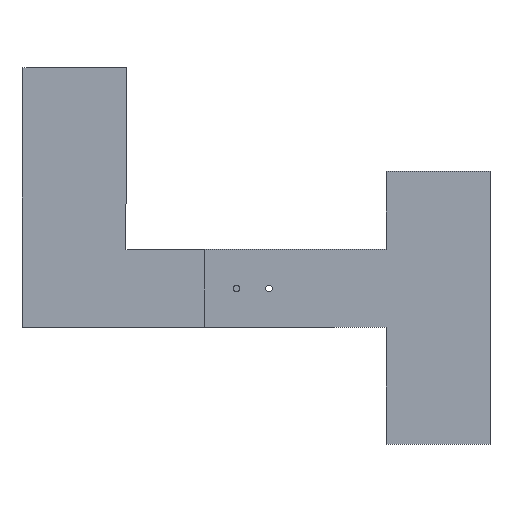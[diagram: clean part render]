
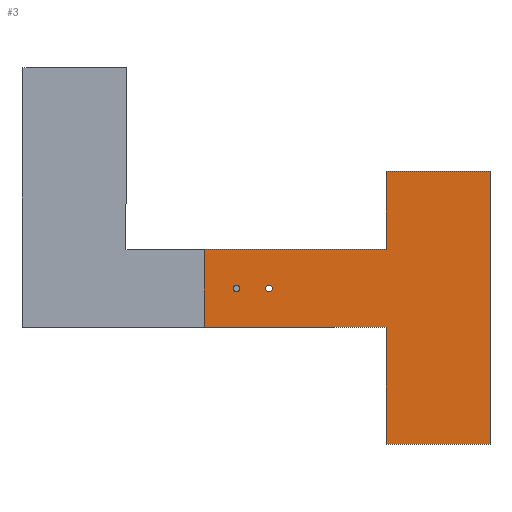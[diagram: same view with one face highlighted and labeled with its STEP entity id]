
A CAD part, top view. The second image highlights one B-rep face of the part: STEP entity #3.
In plain terms, the highlighted face is planar.
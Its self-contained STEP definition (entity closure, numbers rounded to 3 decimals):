
#3 = ADVANCED_FACE ( 'NONE', ( #796, #353, #183 ), #704, .T. ) ;
#12 = VERTEX_POINT ( 'NONE', #276 ) ;
#18 = AXIS2_PLACEMENT_3D ( 'NONE', #548, #441, #79 ) ;
#26 = VERTEX_POINT ( 'NONE', #874 ) ;
#36 = CARTESIAN_POINT ( 'NONE',  ( 0., 0., 0. ) ) ;
#39 = LINE ( 'NONE', #759, #1002 ) ;
#46 = EDGE_CURVE ( 'NONE', #834, #101, #1045, .T. ) ;
#52 = VECTOR ( 'NONE', #313, 1000. ) ;
#55 = LINE ( 'NONE', #514, #368 ) ;
#60 = ORIENTED_EDGE ( 'NONE', *, *, #46, .F. ) ;
#63 = DIRECTION ( 'NONE',  ( -1., 0., 0. ) ) ;
#74 = CARTESIAN_POINT ( 'NONE',  ( 195., -90., 0. ) ) ;
#79 = DIRECTION ( 'NONE',  ( -1., 0., 0. ) ) ;
#84 = EDGE_CURVE ( 'NONE', #101, #618, #975, .T. ) ;
#92 = VERTEX_POINT ( 'NONE', #805 ) ;
#93 = LINE ( 'NONE', #922, #250 ) ;
#101 = VERTEX_POINT ( 'NONE', #74 ) ;
#107 = CARTESIAN_POINT ( 'NONE',  ( -2.5, 0., 0. ) ) ;
#108 = EDGE_LOOP ( 'NONE', ( #149, #1096 ) ) ;
#133 = EDGE_CURVE ( 'NONE', #359, #549, #136, .T. ) ;
#136 = CIRCLE ( 'NONE', #613, 2.5 ) ;
#142 = DIRECTION ( 'NONE',  ( 0., -1., 0. ) ) ;
#149 = ORIENTED_EDGE ( 'NONE', *, *, #787, .T. ) ;
#157 = AXIS2_PLACEMENT_3D ( 'NONE', #502, #941, #326 ) ;
#172 = DIRECTION ( 'NONE',  ( 0., 1., 0. ) ) ;
#179 = DIRECTION ( 'NONE',  ( 1., 0., 0. ) ) ;
#183 = FACE_OUTER_BOUND ( 'NONE', #902, .T. ) ;
#192 = ORIENTED_EDGE ( 'NONE', *, *, #600, .F. ) ;
#219 = VERTEX_POINT ( 'NONE', #394 ) ;
#239 = DIRECTION ( 'NONE',  ( 0., -1., 0. ) ) ;
#241 = ORIENTED_EDGE ( 'NONE', *, *, #285, .F. ) ;
#250 = VECTOR ( 'NONE', #547, 1000. ) ;
#276 = CARTESIAN_POINT ( 'NONE',  ( 27.5, 0., 0. ) ) ;
#285 = EDGE_CURVE ( 'NONE', #26, #834, #849, .T. ) ;
#299 = ORIENTED_EDGE ( 'NONE', *, *, #940, .F. ) ;
#313 = DIRECTION ( 'NONE',  ( -1., 0., 0. ) ) ;
#317 = DIRECTION ( 'NONE',  ( 0., 0., 1. ) ) ;
#322 = EDGE_LOOP ( 'NONE', ( #1050, #1081 ) ) ;
#326 = DIRECTION ( 'NONE',  ( 1., 0., 0. ) ) ;
#333 = EDGE_CURVE ( 'NONE', #92, #12, #1056, .T. ) ;
#342 = EDGE_CURVE ( 'NONE', #532, #219, #778, .T. ) ;
#353 = FACE_BOUND ( 'NONE', #322, .T. ) ;
#357 = EDGE_CURVE ( 'NONE', #437, #532, #55, .T. ) ;
#359 = VERTEX_POINT ( 'NONE', #770 ) ;
#368 = VECTOR ( 'NONE', #239, 1000. ) ;
#370 = CIRCLE ( 'NONE', #645, 2.5 ) ;
#374 = CARTESIAN_POINT ( 'NONE',  ( 115., 30., 0. ) ) ;
#385 = VECTOR ( 'NONE', #142, 1000. ) ;
#394 = CARTESIAN_POINT ( 'NONE',  ( -25., 30., 0. ) ) ;
#397 = ORIENTED_EDGE ( 'NONE', *, *, #357, .F. ) ;
#407 = ORIENTED_EDGE ( 'NONE', *, *, #84, .F. ) ;
#437 = VERTEX_POINT ( 'NONE', #513 ) ;
#441 = DIRECTION ( 'NONE',  ( 0., 0., -1. ) ) ;
#445 = CARTESIAN_POINT ( 'NONE',  ( 115., -90., 0. ) ) ;
#468 = VECTOR ( 'NONE', #179, 1000. ) ;
#502 = CARTESIAN_POINT ( 'NONE',  ( 25., 0., 0. ) ) ;
#503 = VECTOR ( 'NONE', #63, 1000. ) ;
#513 = CARTESIAN_POINT ( 'NONE',  ( 115., 120., 0. ) ) ;
#514 = CARTESIAN_POINT ( 'NONE',  ( 115., 120., 0. ) ) ;
#528 = CARTESIAN_POINT ( 'NONE',  ( 195., -90., 0. ) ) ;
#532 = VERTEX_POINT ( 'NONE', #374 ) ;
#547 = DIRECTION ( 'NONE',  ( 1., 0., 0. ) ) ;
#548 = CARTESIAN_POINT ( 'NONE',  ( 0., 0., 0. ) ) ;
#549 = VERTEX_POINT ( 'NONE', #107 ) ;
#552 = DIRECTION ( 'NONE',  ( 1., 0., 0. ) ) ;
#572 = EDGE_CURVE ( 'NONE', #618, #437, #943, .T. ) ;
#600 = EDGE_CURVE ( 'NONE', #219, #895, #39, .T. ) ;
#613 = AXIS2_PLACEMENT_3D ( 'NONE', #1040, #721, #625 ) ;
#618 = VERTEX_POINT ( 'NONE', #1005 ) ;
#625 = DIRECTION ( 'NONE',  ( 1., 0., 0. ) ) ;
#645 = AXIS2_PLACEMENT_3D ( 'NONE', #36, #317, #552 ) ;
#704 = PLANE ( 'NONE',  #18 ) ;
#721 = DIRECTION ( 'NONE',  ( 0., 0., 1. ) ) ;
#730 = VECTOR ( 'NONE', #172, 1000. ) ;
#750 = DIRECTION ( 'NONE',  ( 1., 0., 0. ) ) ;
#751 = CIRCLE ( 'NONE', #863, 2.5 ) ;
#757 = CARTESIAN_POINT ( 'NONE',  ( 115., -30., 0. ) ) ;
#759 = CARTESIAN_POINT ( 'NONE',  ( -25., 30., 0. ) ) ;
#770 = CARTESIAN_POINT ( 'NONE',  ( 2.5, 0., 0. ) ) ;
#778 = LINE ( 'NONE', #1020, #503 ) ;
#787 = EDGE_CURVE ( 'NONE', #12, #92, #751, .T. ) ;
#796 = FACE_BOUND ( 'NONE', #108, .T. ) ;
#805 = CARTESIAN_POINT ( 'NONE',  ( 22.5, 0., 0. ) ) ;
#807 = CARTESIAN_POINT ( 'NONE',  ( 25., 0., 0. ) ) ;
#815 = CARTESIAN_POINT ( 'NONE',  ( 115., -90., 0. ) ) ;
#834 = VERTEX_POINT ( 'NONE', #815 ) ;
#849 = LINE ( 'NONE', #757, #385 ) ;
#858 = EDGE_CURVE ( 'NONE', #549, #359, #370, .T. ) ;
#863 = AXIS2_PLACEMENT_3D ( 'NONE', #807, #1080, #750 ) ;
#874 = CARTESIAN_POINT ( 'NONE',  ( 115., -30., 0. ) ) ;
#895 = VERTEX_POINT ( 'NONE', #1084 ) ;
#902 = EDGE_LOOP ( 'NONE', ( #397, #937, #407, #60, #241, #299, #192, #961 ) ) ;
#922 = CARTESIAN_POINT ( 'NONE',  ( -25., -30., 0. ) ) ;
#929 = CARTESIAN_POINT ( 'NONE',  ( 195., 120., 0. ) ) ;
#937 = ORIENTED_EDGE ( 'NONE', *, *, #572, .F. ) ;
#940 = EDGE_CURVE ( 'NONE', #895, #26, #93, .T. ) ;
#941 = DIRECTION ( 'NONE',  ( 0., 0., 1. ) ) ;
#943 = LINE ( 'NONE', #929, #52 ) ;
#961 = ORIENTED_EDGE ( 'NONE', *, *, #342, .F. ) ;
#975 = LINE ( 'NONE', #528, #730 ) ;
#1002 = VECTOR ( 'NONE', #1011, 1000. ) ;
#1005 = CARTESIAN_POINT ( 'NONE',  ( 195., 120., 0. ) ) ;
#1011 = DIRECTION ( 'NONE',  ( 0., -1., 0. ) ) ;
#1020 = CARTESIAN_POINT ( 'NONE',  ( 115., 30., 0. ) ) ;
#1040 = CARTESIAN_POINT ( 'NONE',  ( 0., 0., 0. ) ) ;
#1045 = LINE ( 'NONE', #445, #468 ) ;
#1050 = ORIENTED_EDGE ( 'NONE', *, *, #133, .T. ) ;
#1056 = CIRCLE ( 'NONE', #157, 2.5 ) ;
#1080 = DIRECTION ( 'NONE',  ( 0., 0., 1. ) ) ;
#1081 = ORIENTED_EDGE ( 'NONE', *, *, #858, .T. ) ;
#1084 = CARTESIAN_POINT ( 'NONE',  ( -25., -30., 0. ) ) ;
#1096 = ORIENTED_EDGE ( 'NONE', *, *, #333, .T. ) ;
